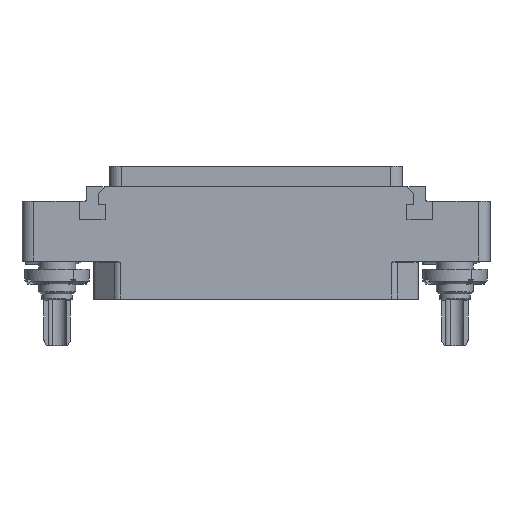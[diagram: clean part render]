
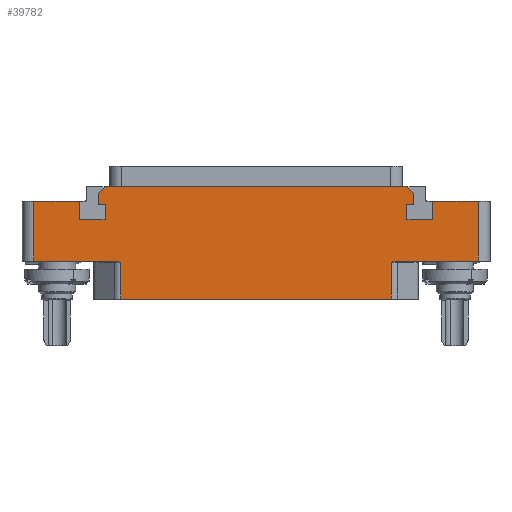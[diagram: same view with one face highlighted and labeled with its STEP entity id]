
A CAD part, top view. The second image highlights one B-rep face of the part: STEP entity #39782.
In plain terms, the highlighted planar face has unit normal (0, 0, 1).
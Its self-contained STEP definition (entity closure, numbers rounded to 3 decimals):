
#1=DIRECTION('',(1.,0.,0.));
#2=VECTOR('',#1,7.8);
#3=CARTESIAN_POINT('',(-38.,10.25,7.));
#4=LINE('',#3,#2);
#5=DIRECTION('',(0.,-1.,0.));
#6=VECTOR('',#5,3.2);
#7=CARTESIAN_POINT('',(-30.2,10.25,7.));
#8=LINE('',#7,#6);
#9=DIRECTION('',(1.,0.,0.));
#10=VECTOR('',#9,4.4);
#11=CARTESIAN_POINT('',(-30.2,7.05,7.));
#12=LINE('',#11,#10);
#13=DIRECTION('',(0.,1.,0.));
#14=VECTOR('',#13,2.6);
#15=CARTESIAN_POINT('',(-25.8,7.05,7.));
#16=LINE('',#15,#14);
#17=DIRECTION('',(-1.,0.,0.));
#18=VECTOR('',#17,1.2);
#19=CARTESIAN_POINT('',(-25.8,9.65,7.));
#20=LINE('',#19,#18);
#21=DIRECTION('',(0.,-1.,0.));
#22=VECTOR('',#21,1.9);
#23=CARTESIAN_POINT('',(-27.,11.55,7.));
#24=LINE('',#23,#22);
#25=DIRECTION('',(1.,0.,0.));
#26=VECTOR('',#25,51.6);
#27=CARTESIAN_POINT('',(-25.8,12.75,7.));
#28=LINE('',#27,#26);
#29=DIRECTION('',(0.,-1.,0.));
#30=VECTOR('',#29,1.9);
#31=CARTESIAN_POINT('',(27.,11.55,7.));
#32=LINE('',#31,#30);
#33=DIRECTION('',(-1.,0.,0.));
#34=VECTOR('',#33,1.2);
#35=CARTESIAN_POINT('',(27.,9.65,7.));
#36=LINE('',#35,#34);
#37=DIRECTION('',(0.,-1.,0.));
#38=VECTOR('',#37,2.6);
#39=CARTESIAN_POINT('',(25.8,9.65,7.));
#40=LINE('',#39,#38);
#41=DIRECTION('',(1.,0.,0.));
#42=VECTOR('',#41,4.4);
#43=CARTESIAN_POINT('',(25.8,7.05,7.));
#44=LINE('',#43,#42);
#45=DIRECTION('',(0.,1.,0.));
#46=VECTOR('',#45,3.2);
#47=CARTESIAN_POINT('',(30.2,7.05,7.));
#48=LINE('',#47,#46);
#49=DIRECTION('',(1.,0.,0.));
#50=VECTOR('',#49,7.8);
#51=CARTESIAN_POINT('',(30.2,10.25,7.));
#52=LINE('',#51,#50);
#109=DIRECTION('',(1.,0.,0.));
#110=VECTOR('',#109,14.082);
#111=CARTESIAN_POINT('',(23.918,0.,7.));
#112=LINE('',#111,#110);
#3674=DIRECTION('',(-1.,0.,0.));
#3675=VECTOR('',#3674,46.236);
#3676=CARTESIAN_POINT('',(23.118,-6.5,7.));
#3677=LINE('',#3676,#3675);
#3765=DIRECTION('',(1.,0.,0.));
#3766=VECTOR('',#3765,14.082);
#3767=CARTESIAN_POINT('',(-38.,0.,7.));
#3768=LINE('',#3767,#3766);
#7210=DIRECTION('',(0.,-1.,0.));
#7211=VECTOR('',#7210,10.25);
#7212=CARTESIAN_POINT('',(-38.,10.25,7.));
#7213=LINE('',#7212,#7211);
#7422=DIRECTION('',(0.707,-0.707,0.));
#7423=VECTOR('',#7422,1.697);
#7424=CARTESIAN_POINT('',(25.8,12.75,7.));
#7425=LINE('',#7424,#7423);
#7450=DIRECTION('',(-0.707,-0.707,0.));
#7451=VECTOR('',#7450,1.697);
#7452=CARTESIAN_POINT('',(-25.8,12.75,7.));
#7453=LINE('',#7452,#7451);
#33453=CARTESIAN_POINT('',(-23.918,0.,7.));
#33454=CARTESIAN_POINT('',(-23.907,0.,7.));
#33455=CARTESIAN_POINT('',(-23.884,0.,7.));
#33456=CARTESIAN_POINT('',(-23.85,-0.002,7.));
#33457=CARTESIAN_POINT('',(-23.814,-0.005,7.));
#33458=CARTESIAN_POINT('',(-23.776,-0.01,7.));
#33459=CARTESIAN_POINT('',(-23.734,-0.016,7.));
#33460=CARTESIAN_POINT('',(-23.688,-0.024,7.));
#33461=CARTESIAN_POINT('',(-23.636,-0.035,7.));
#33462=CARTESIAN_POINT('',(-23.577,-0.049,7.));
#33463=CARTESIAN_POINT('',(-23.515,-0.066,7.));
#33464=CARTESIAN_POINT('',(-23.451,-0.085,7.));
#33465=CARTESIAN_POINT('',(-23.385,-0.106,7.));
#33466=CARTESIAN_POINT('',(-23.318,-0.128,7.));
#33467=CARTESIAN_POINT('',(-23.251,-0.152,7.));
#33468=CARTESIAN_POINT('',(-23.184,-0.176,7.));
#33469=CARTESIAN_POINT('',(-23.14,-0.192,7.));
#33470=CARTESIAN_POINT('',(-23.118,-0.2,7.));
#33472=DIRECTION('',(0.,1.,0.));
#33473=VECTOR('',#33472,6.3);
#33474=CARTESIAN_POINT('',(-23.118,-6.5,7.));
#33475=LINE('',#33474,#33473);
#33548=DIRECTION('',(0.,1.,0.));
#33549=VECTOR('',#33548,6.3);
#33550=CARTESIAN_POINT('',(23.118,-6.5,7.));
#33551=LINE('',#33550,#33549);
#33557=CARTESIAN_POINT('',(23.118,-0.2,7.));
#33558=CARTESIAN_POINT('',(23.14,-0.192,7.));
#33559=CARTESIAN_POINT('',(23.184,-0.176,7.));
#33560=CARTESIAN_POINT('',(23.251,-0.152,7.));
#33561=CARTESIAN_POINT('',(23.318,-0.128,7.));
#33562=CARTESIAN_POINT('',(23.385,-0.106,7.));
#33563=CARTESIAN_POINT('',(23.451,-0.085,7.));
#33564=CARTESIAN_POINT('',(23.515,-0.066,7.));
#33565=CARTESIAN_POINT('',(23.577,-0.049,7.));
#33566=CARTESIAN_POINT('',(23.636,-0.035,7.));
#33567=CARTESIAN_POINT('',(23.688,-0.024,7.));
#33568=CARTESIAN_POINT('',(23.734,-0.016,7.));
#33569=CARTESIAN_POINT('',(23.776,-0.01,7.));
#33570=CARTESIAN_POINT('',(23.814,-0.005,7.));
#33571=CARTESIAN_POINT('',(23.85,-0.002,7.));
#33572=CARTESIAN_POINT('',(23.884,0.,7.));
#33573=CARTESIAN_POINT('',(23.907,0.,7.));
#33574=CARTESIAN_POINT('',(23.918,0.,7.));
#33622=DIRECTION('',(0.,1.,0.));
#33623=VECTOR('',#33622,10.25);
#33624=CARTESIAN_POINT('',(38.,0.,7.));
#33625=LINE('',#33624,#33623);
#34383=CARTESIAN_POINT('',(-30.2,10.25,7.));
#34384=CARTESIAN_POINT('',(-30.2,7.05,7.));
#34385=VERTEX_POINT('',#34383);
#34386=VERTEX_POINT('',#34384);
#34387=CARTESIAN_POINT('',(-25.8,7.05,7.));
#34388=VERTEX_POINT('',#34387);
#34389=CARTESIAN_POINT('',(-25.8,9.65,7.));
#34390=VERTEX_POINT('',#34389);
#34391=CARTESIAN_POINT('',(-27.,9.65,7.));
#34392=VERTEX_POINT('',#34391);
#34393=CARTESIAN_POINT('',(27.,9.65,7.));
#34394=CARTESIAN_POINT('',(25.8,9.65,7.));
#34395=VERTEX_POINT('',#34393);
#34396=VERTEX_POINT('',#34394);
#34397=CARTESIAN_POINT('',(25.8,7.05,7.));
#34398=VERTEX_POINT('',#34397);
#34399=CARTESIAN_POINT('',(30.2,7.05,7.));
#34400=VERTEX_POINT('',#34399);
#34401=CARTESIAN_POINT('',(30.2,10.25,7.));
#34402=VERTEX_POINT('',#34401);
#34407=CARTESIAN_POINT('',(-25.8,12.75,7.));
#34409=VERTEX_POINT('',#34407);
#34411=CARTESIAN_POINT('',(-27.,11.55,7.));
#34413=VERTEX_POINT('',#34411);
#34415=CARTESIAN_POINT('',(25.8,12.75,7.));
#34417=VERTEX_POINT('',#34415);
#34419=CARTESIAN_POINT('',(27.,11.55,7.));
#34421=VERTEX_POINT('',#34419);
#34511=CARTESIAN_POINT('',(38.,0.,7.));
#34512=CARTESIAN_POINT('',(38.,10.25,7.));
#34513=VERTEX_POINT('',#34511);
#34514=VERTEX_POINT('',#34512);
#34519=CARTESIAN_POINT('',(-38.,10.25,7.));
#34520=CARTESIAN_POINT('',(-38.,0.,7.));
#34521=VERTEX_POINT('',#34519);
#34522=VERTEX_POINT('',#34520);
#34756=CARTESIAN_POINT('',(23.118,-6.5,7.));
#34758=VERTEX_POINT('',#34756);
#34759=CARTESIAN_POINT('',(-23.118,-6.5,7.));
#34761=VERTEX_POINT('',#34759);
#34823=CARTESIAN_POINT('',(-23.118,-0.2,7.));
#34824=VERTEX_POINT('',#34823);
#34825=CARTESIAN_POINT('',(-23.918,0.,7.));
#34826=VERTEX_POINT('',#34825);
#34827=CARTESIAN_POINT('',(23.118,-0.2,7.));
#34829=VERTEX_POINT('',#34827);
#34831=CARTESIAN_POINT('',(23.918,0.,7.));
#34833=VERTEX_POINT('',#34831);
#39727=CARTESIAN_POINT('',(0.,0.,7.));
#39728=DIRECTION('',(0.,0.,-1.));
#39729=DIRECTION('',(-1.,0.,0.));
#39730=AXIS2_PLACEMENT_3D('',#39727,#39728,#39729);
#39731=PLANE('',#39730);
#39733=ORIENTED_EDGE('',*,*,#39732,.F.);
#39735=ORIENTED_EDGE('',*,*,#39734,.F.);
#39737=ORIENTED_EDGE('',*,*,#39736,.F.);
#39739=ORIENTED_EDGE('',*,*,#39738,.T.);
#39741=ORIENTED_EDGE('',*,*,#39740,.T.);
#39743=ORIENTED_EDGE('',*,*,#39742,.F.);
#39745=ORIENTED_EDGE('',*,*,#39744,.F.);
#39747=ORIENTED_EDGE('',*,*,#39746,.F.);
#39749=ORIENTED_EDGE('',*,*,#39748,.T.);
#39751=ORIENTED_EDGE('',*,*,#39750,.T.);
#39753=ORIENTED_EDGE('',*,*,#39752,.T.);
#39755=ORIENTED_EDGE('',*,*,#39754,.T.);
#39757=ORIENTED_EDGE('',*,*,#39756,.T.);
#39759=ORIENTED_EDGE('',*,*,#39758,.F.);
#39761=ORIENTED_EDGE('',*,*,#39760,.F.);
#39763=ORIENTED_EDGE('',*,*,#39762,.T.);
#39765=ORIENTED_EDGE('',*,*,#39764,.T.);
#39767=ORIENTED_EDGE('',*,*,#39766,.T.);
#39769=ORIENTED_EDGE('',*,*,#39768,.T.);
#39771=ORIENTED_EDGE('',*,*,#39770,.T.);
#39773=ORIENTED_EDGE('',*,*,#39772,.T.);
#39775=ORIENTED_EDGE('',*,*,#39774,.T.);
#39777=ORIENTED_EDGE('',*,*,#39776,.T.);
#39779=ORIENTED_EDGE('',*,*,#39778,.F.);
#39780=EDGE_LOOP('',(#39733,#39735,#39737,#39739,#39741,#39743,#39745,#39747,
#39749,#39751,#39753,#39755,#39757,#39759,#39761,#39763,#39765,#39767,#39769,
#39771,#39773,#39775,#39777,#39779));
#39781=FACE_OUTER_BOUND('',#39780,.F.);
#39782=ADVANCED_FACE('',(#39781),#39731,.F.);
#33471=B_SPLINE_CURVE_WITH_KNOTS('',3,(#33453,#33454,#33455,#33456,#33457,
#33458,#33459,#33460,#33461,#33462,#33463,#33464,#33465,#33466,#33467,#33468,
#33469,#33470),.UNSPECIFIED.,.F.,.F.,(4,1,1,1,1,1,1,1,1,1,1,1,1,1,1,4),(0.,
0.067,0.133,0.2,0.267,0.333,
0.4,0.467,0.533,0.6,0.667,
0.733,0.8,0.867,0.933,1.),
.UNSPECIFIED.);
#33575=B_SPLINE_CURVE_WITH_KNOTS('',3,(#33557,#33558,#33559,#33560,#33561,
#33562,#33563,#33564,#33565,#33566,#33567,#33568,#33569,#33570,#33571,#33572,
#33573,#33574),.UNSPECIFIED.,.F.,.F.,(4,1,1,1,1,1,1,1,1,1,1,1,1,1,1,4),(0.,
0.067,0.133,0.2,0.267,0.333,
0.4,0.467,0.533,0.6,0.667,
0.733,0.8,0.867,0.933,1.),
.UNSPECIFIED.);
#39732=EDGE_CURVE('',#34833,#34513,#112,.T.);
#39734=EDGE_CURVE('',#34829,#34833,#33575,.T.);
#39736=EDGE_CURVE('',#34758,#34829,#33551,.T.);
#39738=EDGE_CURVE('',#34758,#34761,#3677,.T.);
#39740=EDGE_CURVE('',#34761,#34824,#33475,.T.);
#39742=EDGE_CURVE('',#34826,#34824,#33471,.T.);
#39744=EDGE_CURVE('',#34522,#34826,#3768,.T.);
#39746=EDGE_CURVE('',#34521,#34522,#7213,.T.);
#39748=EDGE_CURVE('',#34521,#34385,#4,.T.);
#39750=EDGE_CURVE('',#34385,#34386,#8,.T.);
#39752=EDGE_CURVE('',#34386,#34388,#12,.T.);
#39754=EDGE_CURVE('',#34388,#34390,#16,.T.);
#39756=EDGE_CURVE('',#34390,#34392,#20,.T.);
#39758=EDGE_CURVE('',#34413,#34392,#24,.T.);
#39760=EDGE_CURVE('',#34409,#34413,#7453,.T.);
#39762=EDGE_CURVE('',#34409,#34417,#28,.T.);
#39764=EDGE_CURVE('',#34417,#34421,#7425,.T.);
#39766=EDGE_CURVE('',#34421,#34395,#32,.T.);
#39768=EDGE_CURVE('',#34395,#34396,#36,.T.);
#39770=EDGE_CURVE('',#34396,#34398,#40,.T.);
#39772=EDGE_CURVE('',#34398,#34400,#44,.T.);
#39774=EDGE_CURVE('',#34400,#34402,#48,.T.);
#39776=EDGE_CURVE('',#34402,#34514,#52,.T.);
#39778=EDGE_CURVE('',#34513,#34514,#33625,.T.);
